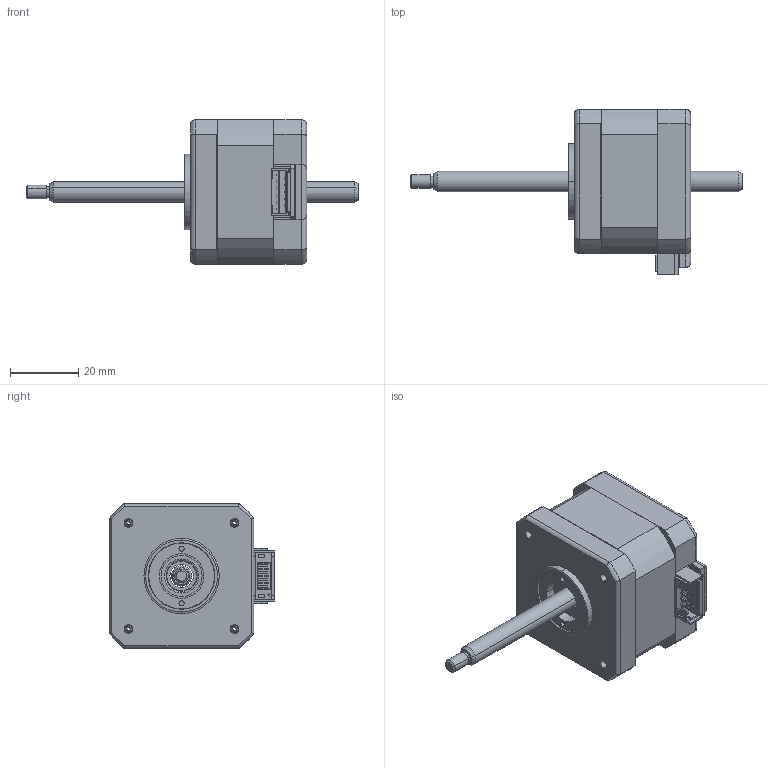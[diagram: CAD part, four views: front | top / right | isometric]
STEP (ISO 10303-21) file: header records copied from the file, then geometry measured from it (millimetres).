
FILE_DESCRIPTION (( 'STEP AP203' ), '1' );
FILE_NAME ('LN174S-E06008-90-S-065.STEP', '2019-04-15T00:53:32', ( 'Sky123.Org' ), ( 'Sky123.Org' ), 'SwSTEP 2.0', 'SolidWorks 2014', '' );
FILE_SCHEMA (( 'CONFIG_CONTROL_DESIGN' ));
Length unit declared in the file: millimetre
Products named in the file (1): LN174S-E06008-90-S-065
Bounding box: 97 x 48.3 x 42.2 mm (x, y, z)
Surface area: 17166.8 mm2 (no closed solid volume)
Topology: 0 solids, 18 shells, 301 faces, 1146 edges, 858 vertices
Faces by surface type: plane 170, cylinder 62, cone 47, torus 14, sphere 8
Entity records: 12933 total; most frequent: CARTESIAN_POINT 3306, DIRECTION 1933, ORIENTED_EDGE 1826, EDGE_CURVE 1146, VERTEX_POINT 858, VECTOR 675, LINE 675, AXIS2_PLACEMENT_3D 629
